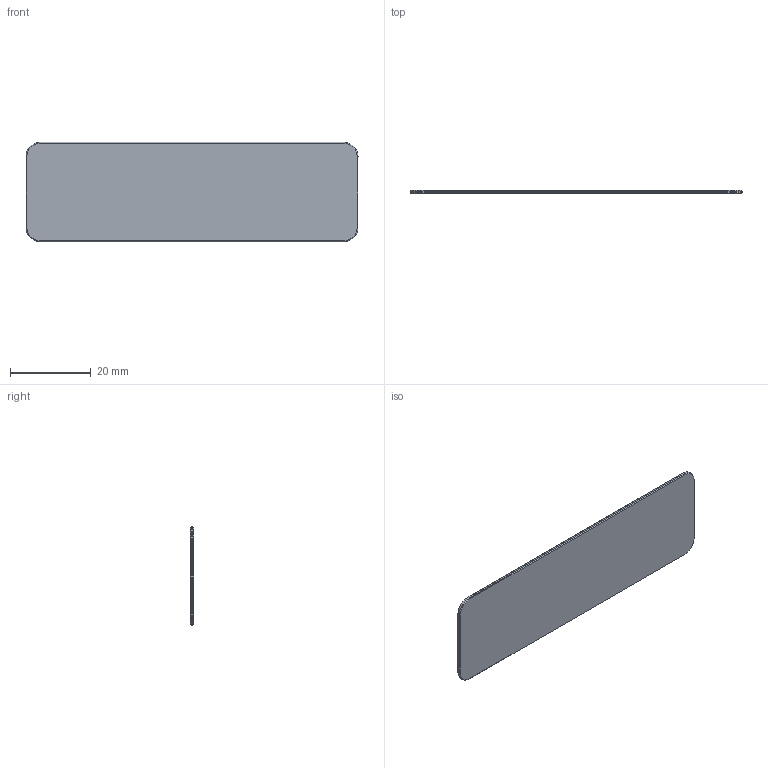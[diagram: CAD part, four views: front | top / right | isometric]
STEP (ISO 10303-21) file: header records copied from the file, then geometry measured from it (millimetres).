
FILE_DESCRIPTION(/* description */ (''),/* implementation_level */ '2;1');
FILE_NAME(/* name */ 'GridfinityStorageBox_6xY_Label.3mf.step',/* time_stamp */ '2023-09-23T10:37:07+02:00',/* author */ (''),/* organization */ (''),/* preprocessor_version */ 'ST-DEVELOPER v20',/* originating_system */ 'Autodesk Translation Framework v12.9.0.99',/* authorisation */ '');
FILE_SCHEMA (('AUTOMOTIVE_DESIGN { 1 0 10303 214 3 1 1 }'));
Length unit declared in the file: millimetre
Products named in the file (2): GridfinityStorageBox_Parametric; Label
Assembly tree (1 placements, depth 2):
  GridfinityStorageBox_Parametric
    Label
Bounding box: 82 x 0.85 x 24.5 mm (x, y, z)
Volume: 1690.4 mm3; surface area: 4124.3 mm2
Topology: 1 solids, 1 shells, 26 faces, 56 edges, 32 vertices
Faces by surface type: plane 14, cone 8, cylinder 4
Entity records: 748 total; most frequent: DIRECTION 130, CARTESIAN_POINT 117, ORIENTED_EDGE 112, EDGE_CURVE 56, AXIS2_PLACEMENT_3D 45, LINE 40, VECTOR 40, VERTEX_POINT 32
